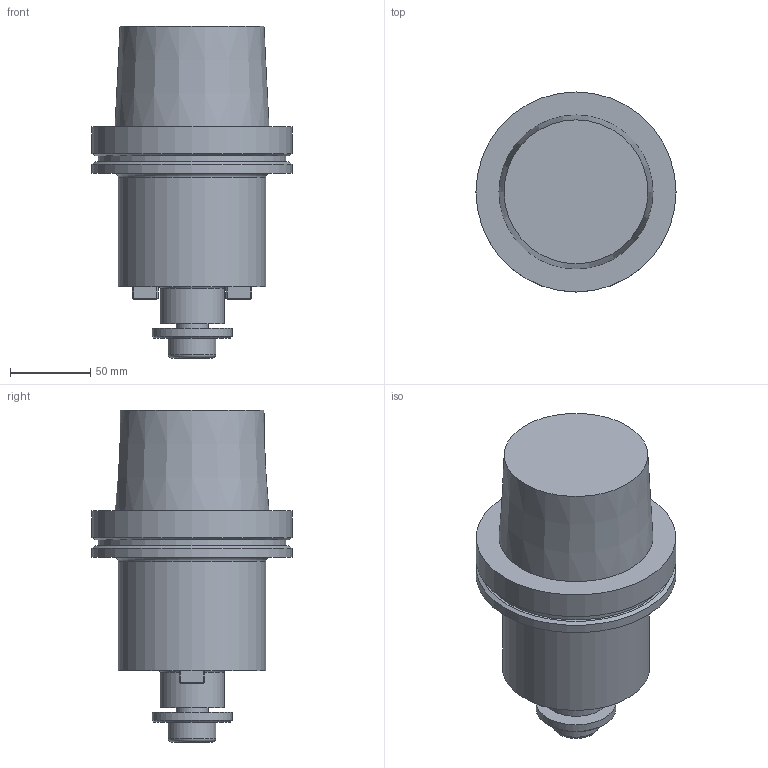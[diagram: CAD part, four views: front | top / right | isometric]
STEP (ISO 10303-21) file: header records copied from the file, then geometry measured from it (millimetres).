
FILE_DESCRIPTION(/* description */ (''),/* implementation_level */ '2;1');
FILE_NAME(/* name */ 'TOOLCOMP_1.STP',/* time_stamp */ '2022-11-10T12:21:28+01:00',/* author */ (''),/* organization */ ('SMS'),/* preprocessor_version */ 'ST-DEVELOPER v16.7',/* originating_system */ 'SIEMENS PLM Software NX 12.0',/* authorisation */ '');
FILE_SCHEMA (('AUTOMOTIVE_DESIGN { 1 0 10303 214 3 1 1 1 }'));
Length unit declared in the file: millimetre
Products named in the file (2): NOCUT_COMP20221110121952; TOOLCOMP_1
Assembly tree (1 placements, depth 2):
  TOOLCOMP_1
    NOCUT_COMP20221110121952
Bounding box: 125 x 125 x 207.5 mm (x, y, z)
Volume: 2604863.2 mm3; surface area: 174483.4 mm2
Topology: 2 solids, 6 shells, 244 faces, 514 edges, 309 vertices
Faces by surface type: plane 144, cone 50, cylinder 34, torus 16
Full cylindrical faces by diameter (mm): 8 x4, 8.5 x4, 13 x4, 13.3 x4, 20 x2, 21 x2, 29.835 x2, 40 x2, 50 x2, 92 x2, 117 x2, 125 x4
Entity records: 6079 total; most frequent: CARTESIAN_POINT 1156, DIRECTION 1026, ORIENTED_EDGE 848, EDGE_CURVE 424, AXIS2_PLACEMENT_3D 399, EDGE_LOOP 340, VERTEX_POINT 286, ADVANCED_FACE 244
